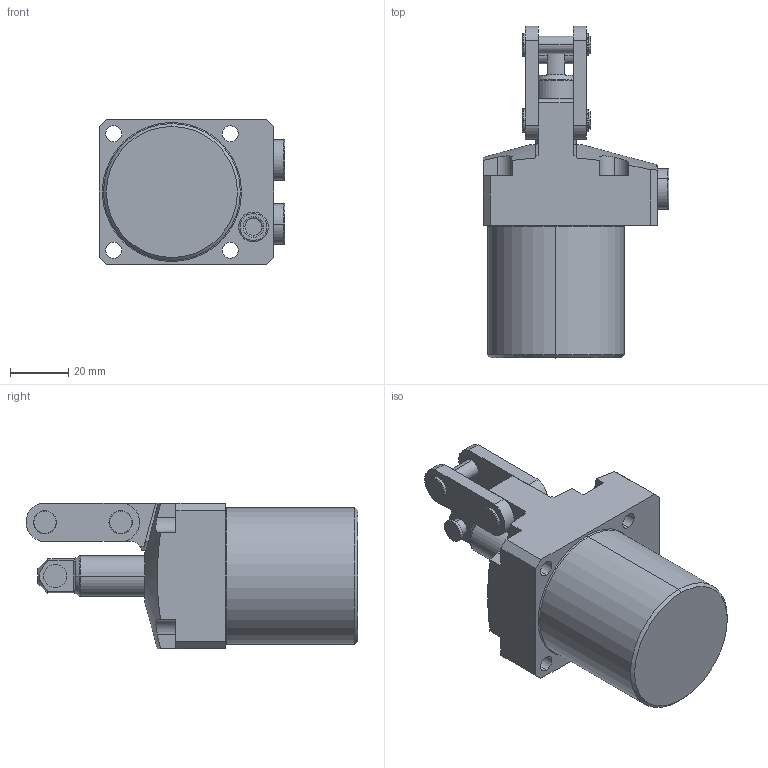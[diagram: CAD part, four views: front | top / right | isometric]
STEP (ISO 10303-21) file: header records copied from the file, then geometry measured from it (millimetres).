
FILE_DESCRIPTION (( 'STEP AP203' ), '1' );
FILE_NAME ('CLT04-L.step', '2014-05-27T00:44:10', ( 'pascal' ), ( 'Hewlett-Packard Company' ), 'SwSTEP 2.0', 'SolidWorks 2012', '' );
FILE_SCHEMA (( 'CONFIG_CONTROL_DESIGN' ));
Length unit declared in the file: millimetre
Products named in the file (5): CLT04-L_BODY; CLT04_ROD; CLT04_LINK; CLT04_PLUG; CLT04-L
Assembly tree (5 placements, depth 2):
  CLT04-L
    CLT04-L_BODY
    CLT04_ROD
    CLT04_LINK
    CLT04_PLUG  x2
Bounding box: 63.8 x 113.97 x 50 mm (x, y, z)
Volume: 157278.2 mm3; surface area: 28326.9 mm2
Topology: 5 solids, 6 shells, 270 faces, 652 edges, 418 vertices
Faces by surface type: cylinder 113, plane 112, torus 26, cone 19
Entity records: 8169 total; most frequent: CARTESIAN_POINT 1579, DIRECTION 1346, ORIENTED_EDGE 1212, EDGE_CURVE 606, AXIS2_PLACEMENT_3D 531, VERTEX_POINT 390, EDGE_LOOP 288, LINE 284
